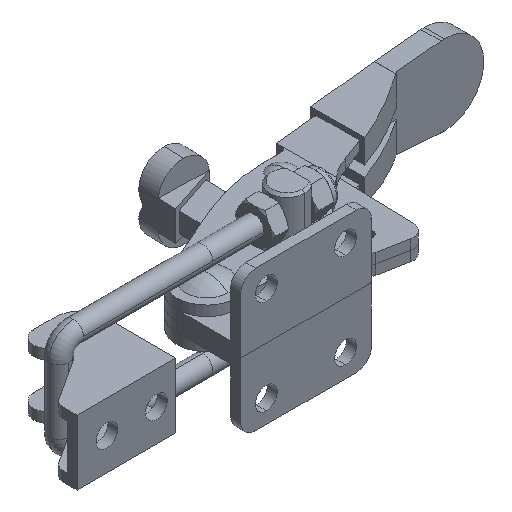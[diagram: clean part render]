
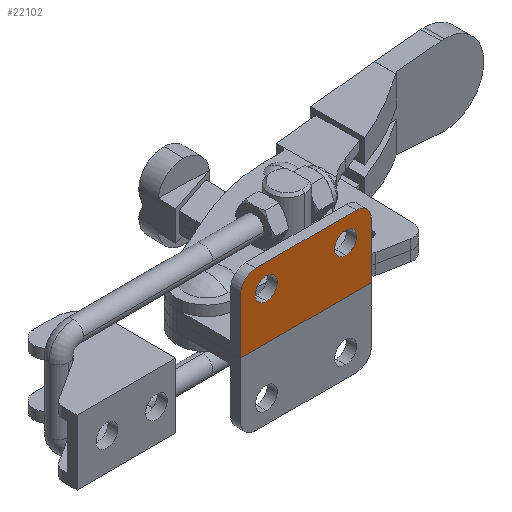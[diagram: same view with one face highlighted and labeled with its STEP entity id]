
A CAD part, isometric view. The second image highlights one B-rep face of the part: STEP entity #22102.
In plain terms, the highlighted planar face has unit normal (0, -1, 0).
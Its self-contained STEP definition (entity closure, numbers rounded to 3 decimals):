
#452 = AXIS2_PLACEMENT_3D ( 'NONE', #16910, #2163, #19344 ) ;
#2163 = DIRECTION ( 'NONE',  ( 0., 1., 0. ) ) ;
#2687 = DIRECTION ( 'NONE',  ( 0., 0., 1. ) ) ;
#3013 = VECTOR ( 'NONE', #4064, 1000. ) ;
#3076 = CARTESIAN_POINT ( 'NONE',  ( 3., 0., 14.1 ) ) ;
#3533 = FACE_BOUND ( 'NONE', #8551, .T. ) ;
#4064 = DIRECTION ( 'NONE',  ( 0., 0., 1. ) ) ;
#4293 = CIRCLE ( 'NONE', #4537, 3. ) ;
#4537 = AXIS2_PLACEMENT_3D ( 'NONE', #25449, #10701, #27905 ) ;
#5305 = EDGE_LOOP ( 'NONE', ( #6234, #13339, #28820, #11258, #14217, #12684 ) ) ;
#5329 = ORIENTED_EDGE ( 'NONE', *, *, #30144, .T. ) ;
#5359 = CARTESIAN_POINT ( 'NONE',  ( 26.2, 0., 0. ) ) ;
#5669 = VERTEX_POINT ( 'NONE', #13723 ) ;
#6007 = CIRCLE ( 'NONE', #9864, 3. ) ;
#6219 = AXIS2_PLACEMENT_3D ( 'NONE', #25670, #10919, #28116 ) ;
#6234 = ORIENTED_EDGE ( 'NONE', *, *, #26074, .T. ) ;
#6937 = DIRECTION ( 'NONE',  ( 0., -1., 0. ) ) ;
#7190 = DIRECTION ( 'NONE',  ( 0., 1., 0. ) ) ;
#8218 = AXIS2_PLACEMENT_3D ( 'NONE', #14221, #24062, #9314 ) ;
#8516 = FACE_OUTER_BOUND ( 'NONE', #5305, .T. ) ;
#8551 = EDGE_LOOP ( 'NONE', ( #5329, #21280 ) ) ;
#8586 = VERTEX_POINT ( 'NONE', #28941 ) ;
#9314 = DIRECTION ( 'NONE',  ( 0., 0., 1. ) ) ;
#9864 = AXIS2_PLACEMENT_3D ( 'NONE', #21629, #6937, #24122 ) ;
#9904 = AXIS2_PLACEMENT_3D ( 'NONE', #21880, #7190, #24375 ) ;
#10701 = DIRECTION ( 'NONE',  ( 0., -1., 0. ) ) ;
#10919 = DIRECTION ( 'NONE',  ( 0., 1., 0. ) ) ;
#11191 = AXIS2_PLACEMENT_3D ( 'NONE', #12959, #30143, #15428 ) ;
#11258 = ORIENTED_EDGE ( 'NONE', *, *, #12164, .F. ) ;
#11393 = CARTESIAN_POINT ( 'NONE',  ( 26.2, 0., 11.1 ) ) ;
#11800 = LINE ( 'NONE', #23451, #17557 ) ;
#11922 = VERTEX_POINT ( 'NONE', #29043 ) ;
#12164 = EDGE_CURVE ( 'NONE', #8586, #11922, #15892, .T. ) ;
#12335 = VERTEX_POINT ( 'NONE', #11393 ) ;
#12684 = ORIENTED_EDGE ( 'NONE', *, *, #29546, .T. ) ;
#12831 = EDGE_CURVE ( 'NONE', #14820, #22525, #4293, .T. ) ;
#12959 = CARTESIAN_POINT ( 'NONE',  ( 21.05, 0., 9.5 ) ) ;
#13339 = ORIENTED_EDGE ( 'NONE', *, *, #12831, .T. ) ;
#13474 = EDGE_CURVE ( 'NONE', #18950, #5669, #23557, .T. ) ;
#13718 = CIRCLE ( 'NONE', #11191, 2.2 ) ;
#13723 = CARTESIAN_POINT ( 'NONE',  ( 5.15, 0., 11.7 ) ) ;
#13760 = CARTESIAN_POINT ( 'NONE',  ( 0., 0., 11.1 ) ) ;
#14051 = CARTESIAN_POINT ( 'NONE',  ( 21.05, 0., 7.3 ) ) ;
#14217 = ORIENTED_EDGE ( 'NONE', *, *, #21805, .T. ) ;
#14221 = CARTESIAN_POINT ( 'NONE',  ( 26.2, 0., 14.1 ) ) ;
#14820 = VERTEX_POINT ( 'NONE', #3076 ) ;
#15428 = DIRECTION ( 'NONE',  ( 0., 0., -1. ) ) ;
#15892 = LINE ( 'NONE', #5359, #22381 ) ;
#16500 = EDGE_CURVE ( 'NONE', #11922, #22525, #28415, .T. ) ;
#16678 = PLANE ( 'NONE',  #8218 ) ;
#16910 = CARTESIAN_POINT ( 'NONE',  ( 21.05, 0., 9.5 ) ) ;
#17557 = VECTOR ( 'NONE', #25940, 1000. ) ;
#17599 = CARTESIAN_POINT ( 'NONE',  ( 23.2, 0., 14.1 ) ) ;
#18652 = VERTEX_POINT ( 'NONE', #17599 ) ;
#18760 = CARTESIAN_POINT ( 'NONE',  ( 5.15, 0., 7.3 ) ) ;
#18950 = VERTEX_POINT ( 'NONE', #18760 ) ;
#19344 = DIRECTION ( 'NONE',  ( 0., 0., -1. ) ) ;
#19898 = CARTESIAN_POINT ( 'NONE',  ( 26.2, 0., 14.1 ) ) ;
#20112 = DIRECTION ( 'NONE',  ( -1., 0., 0. ) ) ;
#20858 = FACE_BOUND ( 'NONE', #21479, .T. ) ;
#21267 = CARTESIAN_POINT ( 'NONE',  ( 0., 0., 14.1 ) ) ;
#21280 = ORIENTED_EDGE ( 'NONE', *, *, #27459, .T. ) ;
#21479 = EDGE_LOOP ( 'NONE', ( #22258, #22666 ) ) ;
#21629 = CARTESIAN_POINT ( 'NONE',  ( 23.2, 0., 11.1 ) ) ;
#21805 = EDGE_CURVE ( 'NONE', #8586, #12335, #31236, .T. ) ;
#21880 = CARTESIAN_POINT ( 'NONE',  ( 5.15, 0., 9.5 ) ) ;
#22102 = ADVANCED_FACE ( 'NONE', ( #20858, #3533, #8516 ), #16678, .T. ) ;
#22258 = ORIENTED_EDGE ( 'NONE', *, *, #13474, .T. ) ;
#22381 = VECTOR ( 'NONE', #20112, 1000. ) ;
#22525 = VERTEX_POINT ( 'NONE', #13760 ) ;
#22666 = ORIENTED_EDGE ( 'NONE', *, *, #23832, .T. ) ;
#23330 = CARTESIAN_POINT ( 'NONE',  ( 21.05, 0., 11.7 ) ) ;
#23451 = CARTESIAN_POINT ( 'NONE',  ( 26.2, 0., 14.1 ) ) ;
#23557 = CIRCLE ( 'NONE', #9904, 2.2 ) ;
#23832 = EDGE_CURVE ( 'NONE', #5669, #18950, #27654, .T. ) ;
#24062 = DIRECTION ( 'NONE',  ( 0., -1., 0. ) ) ;
#24122 = DIRECTION ( 'NONE',  ( 0., 0., 1. ) ) ;
#24215 = VERTEX_POINT ( 'NONE', #14051 ) ;
#24375 = DIRECTION ( 'NONE',  ( 0., 0., -1. ) ) ;
#24694 = VECTOR ( 'NONE', #2687, 1000. ) ;
#25449 = CARTESIAN_POINT ( 'NONE',  ( 3., 0., 11.1 ) ) ;
#25670 = CARTESIAN_POINT ( 'NONE',  ( 5.15, 0., 9.5 ) ) ;
#25940 = DIRECTION ( 'NONE',  ( -1., 0., 0. ) ) ;
#26074 = EDGE_CURVE ( 'NONE', #18652, #14820, #11800, .T. ) ;
#27459 = EDGE_CURVE ( 'NONE', #31408, #24215, #13718, .T. ) ;
#27654 = CIRCLE ( 'NONE', #6219, 2.2 ) ;
#27905 = DIRECTION ( 'NONE',  ( 0., 0., 1. ) ) ;
#28116 = DIRECTION ( 'NONE',  ( 0., 0., -1. ) ) ;
#28415 = LINE ( 'NONE', #21267, #3013 ) ;
#28820 = ORIENTED_EDGE ( 'NONE', *, *, #16500, .F. ) ;
#28941 = CARTESIAN_POINT ( 'NONE',  ( 26.2, 0., 0. ) ) ;
#29043 = CARTESIAN_POINT ( 'NONE',  ( 0., 0., 0. ) ) ;
#29546 = EDGE_CURVE ( 'NONE', #12335, #18652, #6007, .T. ) ;
#30143 = DIRECTION ( 'NONE',  ( 0., 1., 0. ) ) ;
#30144 = EDGE_CURVE ( 'NONE', #24215, #31408, #30597, .T. ) ;
#30597 = CIRCLE ( 'NONE', #452, 2.2 ) ;
#31236 = LINE ( 'NONE', #19898, #24694 ) ;
#31408 = VERTEX_POINT ( 'NONE', #23330 ) ;
